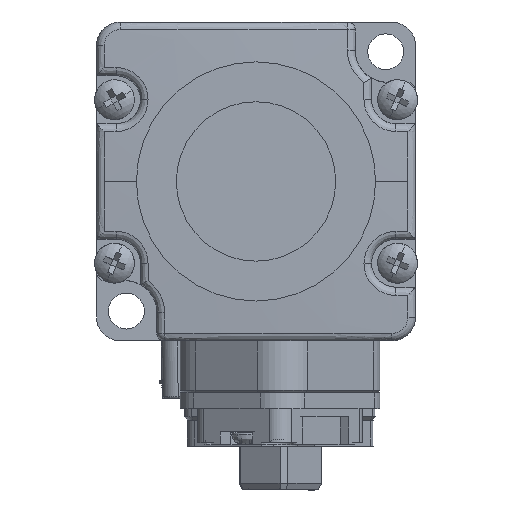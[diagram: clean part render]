
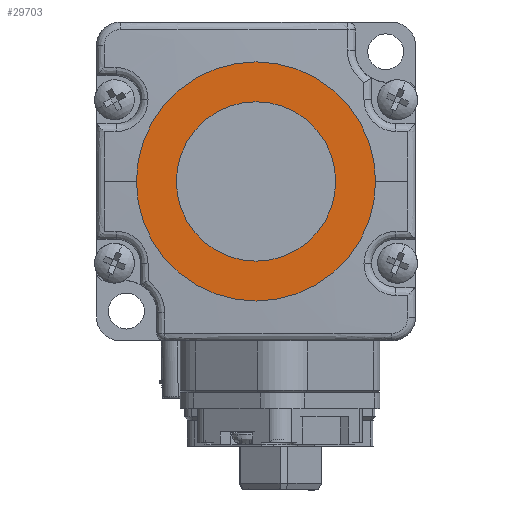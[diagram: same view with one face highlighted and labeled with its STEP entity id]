
A CAD part, left-side view. The second image highlights one B-rep face of the part: STEP entity #29703.
In plain terms, the highlighted planar face has unit normal (-1, 0, 0).
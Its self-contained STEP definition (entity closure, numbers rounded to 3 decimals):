
#530 = CIRCLE ( 'NONE', #26662, 15. ) ;
#6514 = EDGE_CURVE ( 'NONE', #68790, #31485, #84489, .T. ) ;
#9786 = AXIS2_PLACEMENT_3D ( 'NONE', #105592, #93021, #95221 ) ;
#20647 = DIRECTION ( 'NONE',  ( -1., 0., 0. ) ) ;
#20744 = ORIENTED_EDGE ( 'NONE', *, *, #6514, .F. ) ;
#25120 = EDGE_CURVE ( 'NONE', #31485, #68790, #73677, .T. ) ;
#26662 = AXIS2_PLACEMENT_3D ( 'NONE', #104502, #126002, #103779 ) ;
#29550 = CARTESIAN_POINT ( 'NONE',  ( -134.3, 0., 0. ) ) ;
#29703 = ADVANCED_FACE ( 'NONE', ( #130517, #31744 ), #144566, .T. ) ;
#31485 = VERTEX_POINT ( 'NONE', #78425 ) ;
#31744 = FACE_OUTER_BOUND ( 'NONE', #71812, .T. ) ;
#34924 = CARTESIAN_POINT ( 'NONE',  ( -134.3, 0., 0. ) ) ;
#47631 = DIRECTION ( 'NONE',  ( 0., -1., 0. ) ) ;
#49102 = CARTESIAN_POINT ( 'NONE',  ( -134.3, 0., 0. ) ) ;
#68790 = VERTEX_POINT ( 'NONE', #139127 ) ;
#69909 = DIRECTION ( 'NONE',  ( -1., 0., 0. ) ) ;
#71812 = EDGE_LOOP ( 'NONE', ( #80284, #144948 ) ) ;
#73677 = CIRCLE ( 'NONE', #9786, 10. ) ;
#73746 = EDGE_CURVE ( 'NONE', #103715, #138135, #530, .T. ) ;
#78425 = CARTESIAN_POINT ( 'NONE',  ( -134.3, 10., 0. ) ) ;
#79717 = AXIS2_PLACEMENT_3D ( 'NONE', #49102, #69909, #47631 ) ;
#80284 = ORIENTED_EDGE ( 'NONE', *, *, #134837, .T. ) ;
#80954 = CIRCLE ( 'NONE', #99944, 15. ) ;
#84489 = CIRCLE ( 'NONE', #79717, 10. ) ;
#93021 = DIRECTION ( 'NONE',  ( -1., 0., 0. ) ) ;
#95221 = DIRECTION ( 'NONE',  ( 0., -1., 0. ) ) ;
#99391 = DIRECTION ( 'NONE',  ( 0., -1., 0. ) ) ;
#99944 = AXIS2_PLACEMENT_3D ( 'NONE', #34924, #112917, #112195 ) ;
#102426 = CARTESIAN_POINT ( 'NONE',  ( -134.3, 15., 0. ) ) ;
#103715 = VERTEX_POINT ( 'NONE', #102426 ) ;
#103779 = DIRECTION ( 'NONE',  ( 0., -1., 0. ) ) ;
#104502 = CARTESIAN_POINT ( 'NONE',  ( -134.3, 0., 0. ) ) ;
#105592 = CARTESIAN_POINT ( 'NONE',  ( -134.3, 0., 0. ) ) ;
#111816 = EDGE_LOOP ( 'NONE', ( #20744, #134906 ) ) ;
#112195 = DIRECTION ( 'NONE',  ( 0., -1., 0. ) ) ;
#112917 = DIRECTION ( 'NONE',  ( -1., 0., 0. ) ) ;
#124946 = CARTESIAN_POINT ( 'NONE',  ( -134.3, -15., 0. ) ) ;
#126002 = DIRECTION ( 'NONE',  ( -1., 0., 0. ) ) ;
#130517 = FACE_BOUND ( 'NONE', #111816, .T. ) ;
#134223 = AXIS2_PLACEMENT_3D ( 'NONE', #29550, #20647, #99391 ) ;
#134837 = EDGE_CURVE ( 'NONE', #138135, #103715, #80954, .T. ) ;
#134906 = ORIENTED_EDGE ( 'NONE', *, *, #25120, .F. ) ;
#138135 = VERTEX_POINT ( 'NONE', #124946 ) ;
#139127 = CARTESIAN_POINT ( 'NONE',  ( -134.3, -10., 0. ) ) ;
#144566 = PLANE ( 'NONE',  #134223 ) ;
#144948 = ORIENTED_EDGE ( 'NONE', *, *, #73746, .T. ) ;
